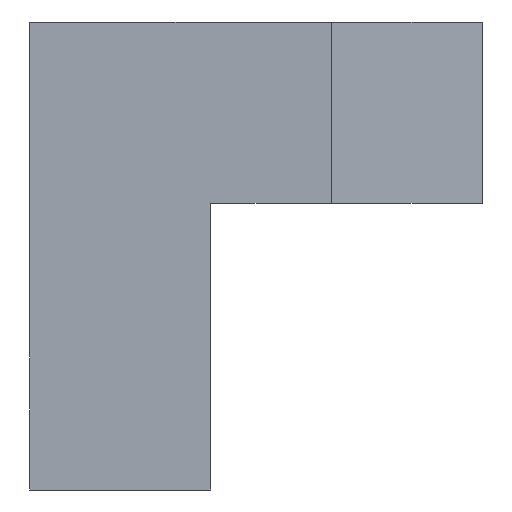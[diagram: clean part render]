
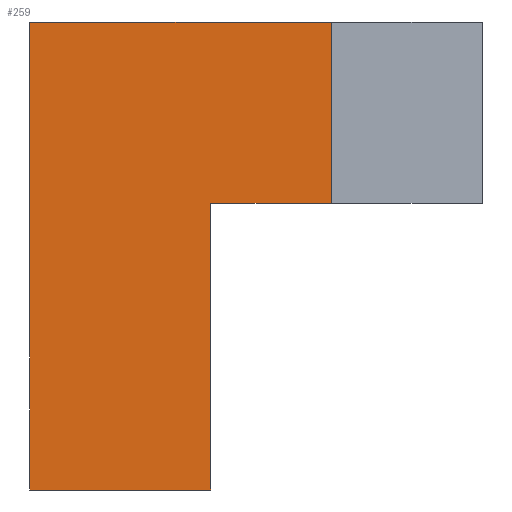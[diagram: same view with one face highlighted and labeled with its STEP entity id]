
A CAD part, front view. The second image highlights one B-rep face of the part: STEP entity #259.
In plain terms, the highlighted planar face has unit normal (0, -1, 0).
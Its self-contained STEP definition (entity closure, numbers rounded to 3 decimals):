
#42=FACE_OUTER_BOUND('',#61,.T.);
#61=EDGE_LOOP('',(#231,#232,#233,#234,#235,#236));
#68=LINE('',#376,#95);
#74=LINE('',#387,#101);
#78=LINE('',#409,#105);
#82=LINE('',#416,#109);
#86=LINE('',#423,#113);
#87=LINE('',#425,#114);
#95=VECTOR('',#305,10.);
#101=VECTOR('',#315,10.);
#105=VECTOR('',#339,10.);
#109=VECTOR('',#345,10.);
#113=VECTOR('',#351,10.);
#114=VECTOR('',#354,10.);
#121=VERTEX_POINT('',#373);
#122=VERTEX_POINT('',#375);
#125=VERTEX_POINT('',#385);
#132=VERTEX_POINT('',#407);
#133=VERTEX_POINT('',#408);
#137=VERTEX_POINT('',#421);
#144=EDGE_CURVE('',#122,#121,#68,.T.);
#150=EDGE_CURVE('',#125,#121,#74,.T.);
#160=EDGE_CURVE('',#132,#133,#78,.T.);
#164=EDGE_CURVE('',#133,#122,#82,.T.);
#168=EDGE_CURVE('',#137,#125,#86,.T.);
#169=EDGE_CURVE('',#132,#137,#87,.T.);
#231=ORIENTED_EDGE('',*,*,#150,.F.);
#232=ORIENTED_EDGE('',*,*,#168,.F.);
#233=ORIENTED_EDGE('',*,*,#169,.F.);
#234=ORIENTED_EDGE('',*,*,#160,.T.);
#235=ORIENTED_EDGE('',*,*,#164,.T.);
#236=ORIENTED_EDGE('',*,*,#144,.T.);
#246=PLANE('',#292);
#259=ADVANCED_FACE('',(#42),#246,.F.);
#292=AXIS2_PLACEMENT_3D('',#428,#358,#359);
#305=DIRECTION('',(1.,0.,0.));
#315=DIRECTION('',(0.,0.,-1.));
#339=DIRECTION('',(1.,0.,0.));
#345=DIRECTION('',(0.,0.,1.));
#351=DIRECTION('',(1.,0.,0.));
#354=DIRECTION('',(0.,0.,1.));
#358=DIRECTION('center_axis',(0.,1.,0.));
#359=DIRECTION('ref_axis',(1.,0.,0.));
#373=CARTESIAN_POINT('',(20.,0.,21.));
#375=CARTESIAN_POINT('',(12.,0.,21.));
#376=CARTESIAN_POINT('',(12.,0.,21.));
#385=CARTESIAN_POINT('',(20.,0.,33.));
#387=CARTESIAN_POINT('',(20.,0.,24.75));
#407=CARTESIAN_POINT('',(0.,0.,2.));
#408=CARTESIAN_POINT('',(12.,0.,2.));
#409=CARTESIAN_POINT('',(13.5,0.,2.));
#416=CARTESIAN_POINT('',(12.,0.,0.));
#421=CARTESIAN_POINT('',(0.,0.,33.));
#423=CARTESIAN_POINT('',(0.,0.,33.));
#425=CARTESIAN_POINT('',(0.,0.,0.));
#428=CARTESIAN_POINT('Origin',(15.,0.,16.5));
